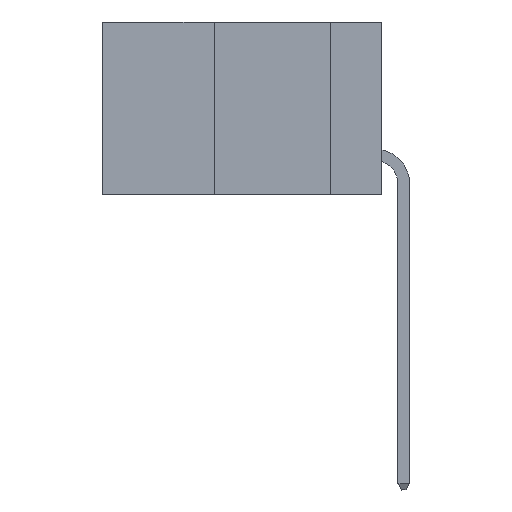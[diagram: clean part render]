
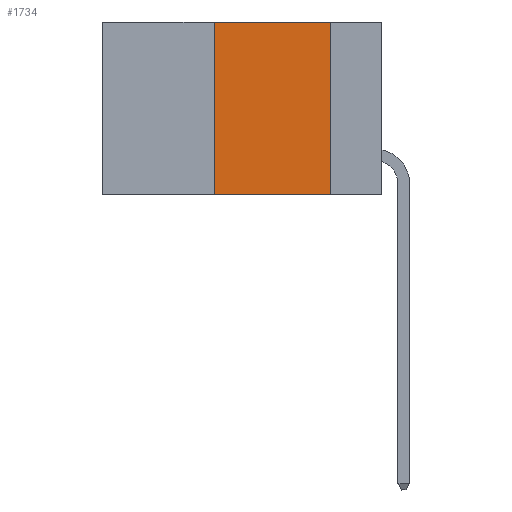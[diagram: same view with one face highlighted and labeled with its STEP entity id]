
A CAD part, left-side view. The second image highlights one B-rep face of the part: STEP entity #1734.
In plain terms, the highlighted planar face has unit normal (-1, 0, 0).
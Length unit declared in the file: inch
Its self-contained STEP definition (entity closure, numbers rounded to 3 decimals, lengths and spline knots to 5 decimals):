
#933 = CARTESIAN_POINT ( 'NONE',  ( 0., 0.36, 0. ) ) ;
#1734 = ADVANCED_FACE ( 'NONE', ( #17542 ), #17555, .F. ) ;
#2484 = LINE ( 'NONE', #933, #31683 ) ;
#3329 = VERTEX_POINT ( 'NONE', #16491 ) ;
#4720 = CARTESIAN_POINT ( 'NONE',  ( 0., 0.11, 0. ) ) ;
#5485 = CARTESIAN_POINT ( 'NONE',  ( 0., 0.6, -0.37 ) ) ;
#7002 = DIRECTION ( 'NONE',  ( 0., -1., 0. ) ) ;
#7182 = EDGE_LOOP ( 'NONE', ( #24520, #23890, #19860, #15359 ) ) ;
#8079 = CARTESIAN_POINT ( 'NONE',  ( 0., 0.36, 0. ) ) ;
#8535 = EDGE_CURVE ( 'NONE', #30771, #22223, #2484, .T. ) ;
#10399 = DIRECTION ( 'NONE',  ( 1., 0., 0. ) ) ;
#11436 = EDGE_CURVE ( 'NONE', #30771, #17795, #22292, .T. ) ;
#12466 = DIRECTION ( 'NONE',  ( 0., 0., -1. ) ) ;
#13243 = DIRECTION ( 'NONE',  ( 0., 0., 1. ) ) ;
#15359 = ORIENTED_EDGE ( 'NONE', *, *, #11436, .T. ) ;
#15755 = DIRECTION ( 'NONE',  ( 0., 0., -1. ) ) ;
#16437 = VECTOR ( 'NONE', #7002, 39.37008 ) ;
#16491 = CARTESIAN_POINT ( 'NONE',  ( 0., 0.11, 0. ) ) ;
#17542 = FACE_OUTER_BOUND ( 'NONE', #7182, .T. ) ;
#17555 = PLANE ( 'NONE',  #20861 ) ;
#17795 = VERTEX_POINT ( 'NONE', #21601 ) ;
#19120 = VECTOR ( 'NONE', #28722, 39.37008 ) ;
#19860 = ORIENTED_EDGE ( 'NONE', *, *, #8535, .F. ) ;
#20091 = EDGE_CURVE ( 'NONE', #22223, #3329, #23172, .T. ) ;
#20861 = AXIS2_PLACEMENT_3D ( 'NONE', #30408, #10399, #15755 ) ;
#21456 = LINE ( 'NONE', #4720, #31471 ) ;
#21601 = CARTESIAN_POINT ( 'NONE',  ( 0., 0.11, -0.37 ) ) ;
#22223 = VERTEX_POINT ( 'NONE', #8079 ) ;
#22292 = LINE ( 'NONE', #5485, #19120 ) ;
#22305 = CARTESIAN_POINT ( 'NONE',  ( 0., 0.6, 0. ) ) ;
#23172 = LINE ( 'NONE', #22305, #16437 ) ;
#23890 = ORIENTED_EDGE ( 'NONE', *, *, #20091, .F. ) ;
#24520 = ORIENTED_EDGE ( 'NONE', *, *, #29808, .F. ) ;
#26653 = CARTESIAN_POINT ( 'NONE',  ( 0., 0.36, -0.37 ) ) ;
#28722 = DIRECTION ( 'NONE',  ( 0., -1., 0. ) ) ;
#29808 = EDGE_CURVE ( 'NONE', #3329, #17795, #21456, .T. ) ;
#30408 = CARTESIAN_POINT ( 'NONE',  ( 0., 0.6, 0. ) ) ;
#30771 = VERTEX_POINT ( 'NONE', #26653 ) ;
#31471 = VECTOR ( 'NONE', #12466, 39.37008 ) ;
#31683 = VECTOR ( 'NONE', #13243, 39.37008 ) ;
